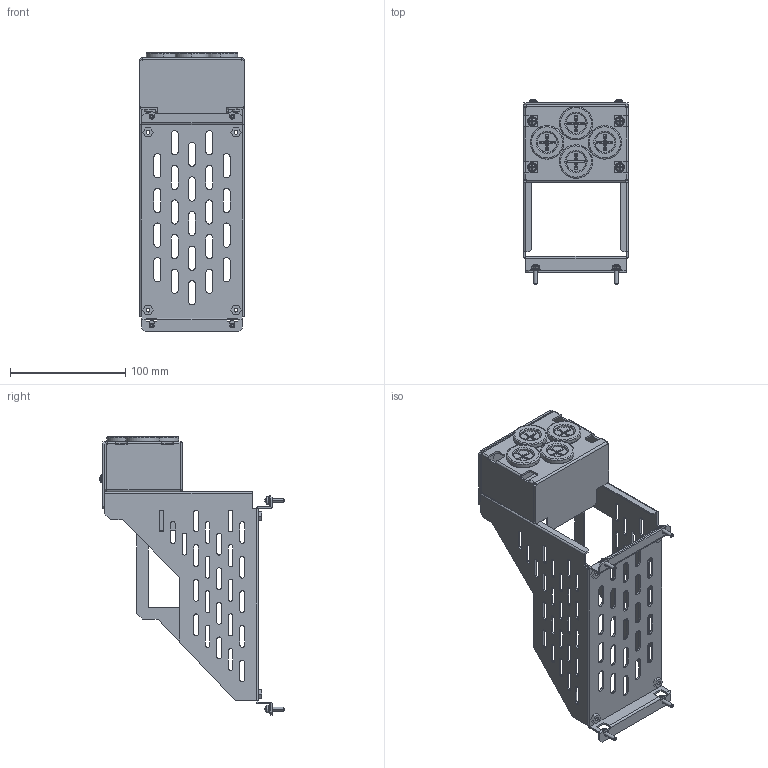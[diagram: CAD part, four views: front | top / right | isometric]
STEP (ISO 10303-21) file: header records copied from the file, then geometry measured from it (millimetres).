
FILE_DESCRIPTION (( 'STEP AP214' ), '1' );
FILE_NAME ('ACG-N1A.STEP', '2024-05-14T16:17:27', ( '' ), ( '' ), 'SwSTEP 2.0', 'SolidWorks 2021', '' );
FILE_SCHEMA (( 'AUTOMOTIVE_DESIGN' ));
Length unit declared in the file: inch
Products named in the file (1): ACG-N1A
Bounding box: 90.4 x 160.05 x 241.7 mm (x, y, z)
Volume: 123430.7 mm3; surface area: 160019.1 mm2
Topology: 18 solids, 18 shells, 1279 faces, 3465 edges, 2292 vertices
Faces by surface type: plane 672, cylinder 468, bspline 97, cone 38, torus 4
Entity records: 44293 total; most frequent: CARTESIAN_POINT 11288, ORIENTED_EDGE 6930, DIRECTION 6689, EDGE_CURVE 3465, VERTEX_POINT 2292, AXIS2_PLACEMENT_3D 2285, LINE 2119, VECTOR 2119
